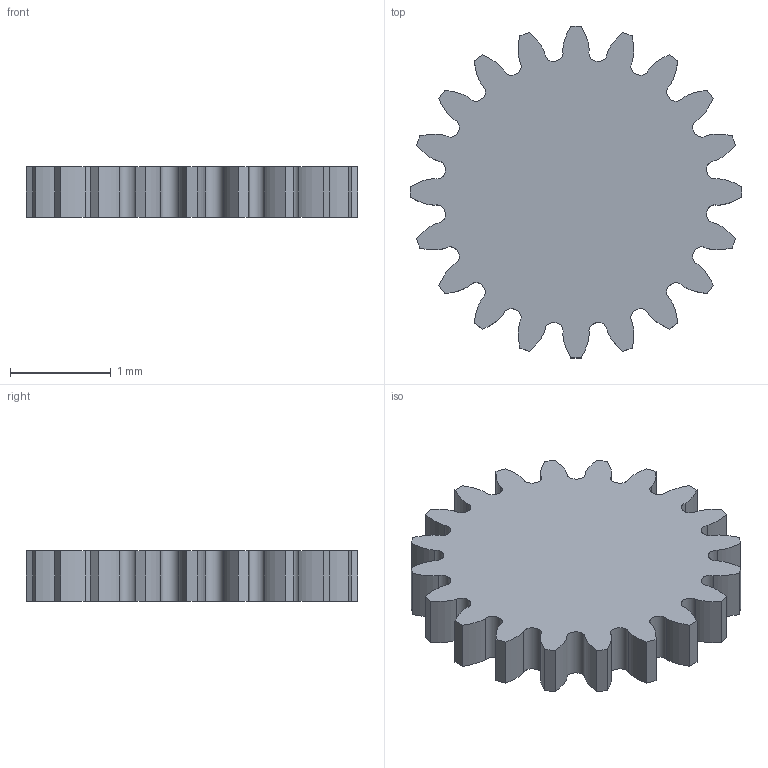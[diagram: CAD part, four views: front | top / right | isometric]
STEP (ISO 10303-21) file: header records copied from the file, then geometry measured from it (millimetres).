
FILE_DESCRIPTION ('a gear with 3 inch diameter and 20 curved teeth','2;1');
FILE_NAME('Zoo Text-to-CAD model','2024-02-22T16:08:09',('Author'),('Zoo'),'Zoo Text-to-CAD','text-to-cad.zoo.dev','Unknown');
FILE_SCHEMA(('AUTOMOTIVE_DESIGN { 1 0 10303 214 1 1 1 1 }'));
Length unit declared in the file: millimetre
Products named in the file (1): Zoo Text-to-CAD
Bounding box: 3.3 x 3.3 x 0.5 mm (x, y, z)
Volume: 3.5 mm3; surface area: 23.1 mm2
Topology: 1 solids, 1 shells, 82 faces, 240 edges, 160 vertices
Faces by surface type: bspline 80, plane 2
Entity records: 6354 total; most frequent: CARTESIAN_POINT 2563, ORIENTED_EDGE 480, PCURVE 480, DEFINITIONAL_REPRESENTATION 480, B_SPLINE_CURVE_WITH_KNOTS 400, DIRECTION 326, LINE 320, VECTOR 320
